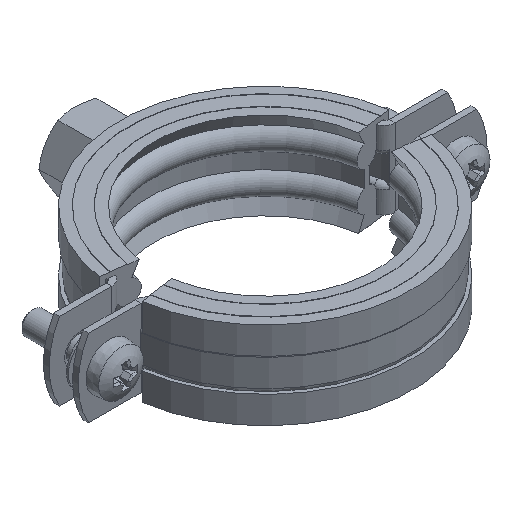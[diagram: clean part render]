
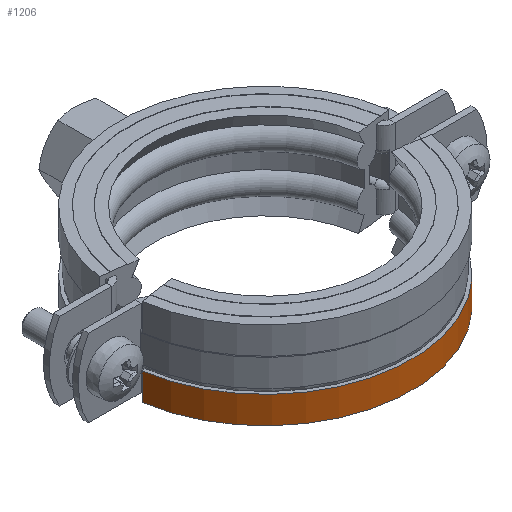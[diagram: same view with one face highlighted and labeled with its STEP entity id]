
A CAD part, isometric view. The second image highlights one B-rep face of the part: STEP entity #1206.
In plain terms, the highlighted cylindrical face has radius 37.7 mm (diameter 75.4 mm), a partial arc.
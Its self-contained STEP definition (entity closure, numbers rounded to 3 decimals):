
#373=CARTESIAN_POINT('',(-37.29,-5.544,-11.25));
#374=VERTEX_POINT('',#373);
#381=CARTESIAN_POINT('',(-37.29,-5.544,-4.25));
#382=VERTEX_POINT('',#381);
#383=CARTESIAN_POINT('',(-37.29,-5.544,-4.25));
#384=DIRECTION('',(0.0,0.0,-1.0));
#385=VECTOR('',#384,7.0);
#386=LINE('',#383,#385);
#387=EDGE_CURVE('',#382,#374,#386,.T.);
#1162=CARTESIAN_POINT('',(37.29,-5.544,-11.25));
#1163=VERTEX_POINT('',#1162);
#1170=CARTESIAN_POINT('',(0.,0.,-11.25));
#1171=DIRECTION('',(0.,0.,1.));
#1172=DIRECTION('',(-0.989,-0.147,0.));
#1173=AXIS2_PLACEMENT_3D('',#1170,#1171,#1172);
#1174=CIRCLE('',#1173,37.7);
#1175=EDGE_CURVE('',#374,#1163,#1174,.T.);
#1182=CARTESIAN_POINT('',(0.,0.,-7.75));
#1183=DIRECTION('',(0.,0.,1.0));
#1184=DIRECTION('',(-0.989,-0.147,0.));
#1185=AXIS2_PLACEMENT_3D('',#1182,#1183,#1184);
#1186=CYLINDRICAL_SURFACE('',#1185,37.7);
#1187=CARTESIAN_POINT('',(37.29,-5.544,-4.25));
#1188=VERTEX_POINT('',#1187);
#1189=CARTESIAN_POINT('',(37.29,-5.544,-11.25));
#1190=DIRECTION('',(0.0,0.0,1.0));
#1191=VECTOR('',#1190,7.);
#1192=LINE('',#1189,#1191);
#1193=EDGE_CURVE('',#1163,#1188,#1192,.T.);
#1194=ORIENTED_EDGE('',*,*,#1193,.T.);
#1195=CARTESIAN_POINT('',(0.,0.,-4.25));
#1196=DIRECTION('',(0.,0.,1.));
#1197=DIRECTION('',(-0.989,-0.147,0.));
#1198=AXIS2_PLACEMENT_3D('',#1195,#1196,#1197);
#1199=CIRCLE('',#1198,37.7);
#1200=EDGE_CURVE('',#382,#1188,#1199,.T.);
#1201=ORIENTED_EDGE('',*,*,#1200,.F.);
#1202=ORIENTED_EDGE('',*,*,#387,.T.);
#1203=ORIENTED_EDGE('',*,*,#1175,.T.);
#1204=EDGE_LOOP('',(#1194,#1201,#1202,#1203));
#1205=FACE_OUTER_BOUND('',#1204,.T.);
#1206=ADVANCED_FACE('',(#1205),#1186,.T.);
